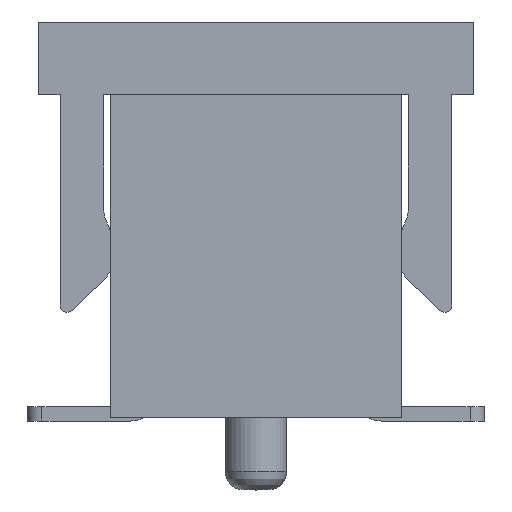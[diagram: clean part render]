
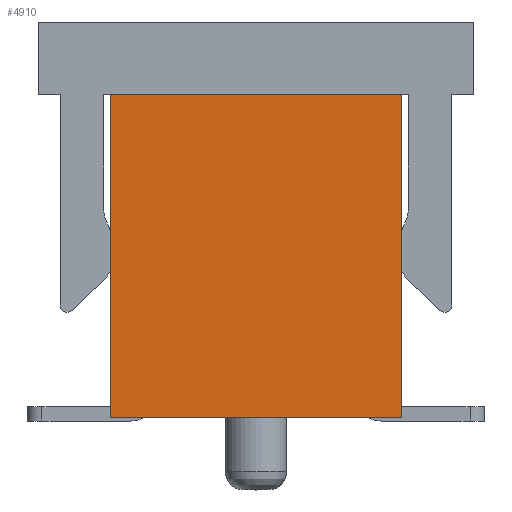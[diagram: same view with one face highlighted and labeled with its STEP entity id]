
A CAD part, left-side view. The second image highlights one B-rep face of the part: STEP entity #4910.
In plain terms, the highlighted planar face has unit normal (-1, 0, 0).
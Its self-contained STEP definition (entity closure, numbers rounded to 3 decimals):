
#1500=CARTESIAN_POINT('',(-10.075,2.,5.45));
#1501=VERTEX_POINT('',#1500);
#1845=CARTESIAN_POINT('',(-10.075,2.,1.));
#1846=VERTEX_POINT('',#1845);
#1853=CARTESIAN_POINT('',(-10.075,2.,5.45));
#1854=DIRECTION('',(0.,0.,-1.));
#1855=VECTOR('',#1854,4.45);
#1856=LINE('',#1853,#1855);
#1857=EDGE_CURVE('',#1501,#1846,#1856,.T.);
#1873=CARTESIAN_POINT('',(-10.075,-2.,5.45));
#1874=VERTEX_POINT('',#1873);
#1883=CARTESIAN_POINT('',(-10.075,-2.,5.45));
#1884=DIRECTION('',(0.,1.,0.));
#1885=VECTOR('',#1884,4.);
#1886=LINE('',#1883,#1885);
#1887=EDGE_CURVE('',#1874,#1501,#1886,.T.);
#2119=CARTESIAN_POINT('',(-10.075,-2.,1.));
#2120=VERTEX_POINT('',#2119);
#2121=CARTESIAN_POINT('',(-10.075,-2.,1.));
#2122=DIRECTION('',(0.,0.,1.));
#2123=VECTOR('',#2122,4.45);
#2124=LINE('',#2121,#2123);
#2125=EDGE_CURVE('',#2120,#1874,#2124,.T.);
#2705=CARTESIAN_POINT('',(-10.075,2.,1.));
#2706=DIRECTION('',(0.,-1.,0.));
#2707=VECTOR('',#2706,4.);
#2708=LINE('',#2705,#2707);
#2709=EDGE_CURVE('',#1846,#2120,#2708,.T.);
#4899=CARTESIAN_POINT('',(-10.075,0.,3.225));
#4900=DIRECTION('',(0.,-1.,0.));
#4901=DIRECTION('',(-1.,0.,0.));
#4902=AXIS2_PLACEMENT_3D('',#4899,#4901,#4900);
#4903=PLANE('',#4902);
#4904=ORIENTED_EDGE('',*,*,#2709,.T.);
#4905=ORIENTED_EDGE('',*,*,#2125,.T.);
#4906=ORIENTED_EDGE('',*,*,#1887,.T.);
#4907=ORIENTED_EDGE('',*,*,#1857,.T.);
#4908=EDGE_LOOP('',(#4904,#4905,#4906,#4907));
#4909=FACE_OUTER_BOUND('',#4908,.T.);
#4910=ADVANCED_FACE('',(#4909),#4903,.T.);
